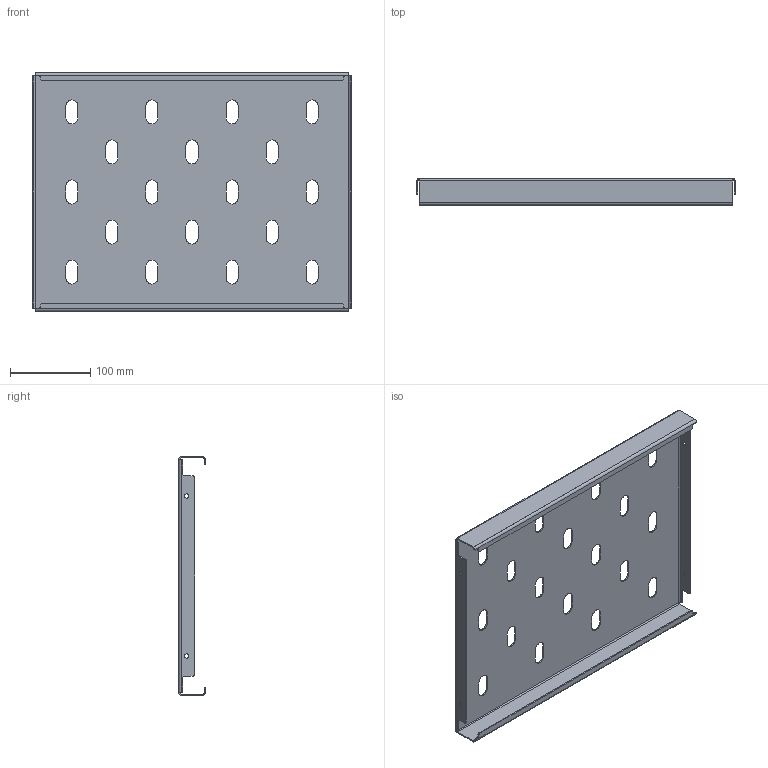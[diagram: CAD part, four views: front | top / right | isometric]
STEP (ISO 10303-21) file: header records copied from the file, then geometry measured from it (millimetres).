
FILE_DESCRIPTION (( 'STEP AP214' ), '1' );
FILE_NAME ('945.154.STEP', '2024-10-04T06:59:58', ( '' ), ( '' ), 'SwSTEP 2.0', 'SolidWorks 2021', '' );
FILE_SCHEMA (( 'AUTOMOTIVE_DESIGN' ));
Length unit declared in the file: millimetre
Products named in the file (1): 945.154
Bounding box: 398 x 33 x 298 mm (x, y, z)
Volume: 224839.6 mm3; surface area: 304362.8 mm2
Topology: 1 solids, 1 shells, 184 faces, 506 edges, 324 vertices
Faces by surface type: cylinder 98, plane 86
Entity records: 6020 total; most frequent: DIRECTION 1064, CARTESIAN_POINT 1063, ORIENTED_EDGE 1012, EDGE_CURVE 506, AXIS2_PLACEMENT_3D 381, VERTEX_POINT 324, LINE 302, VECTOR 302
